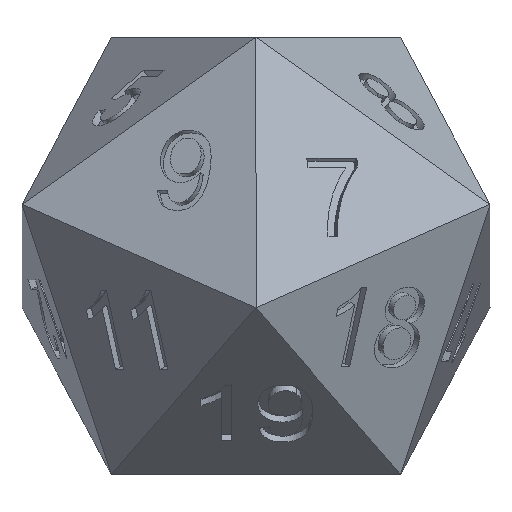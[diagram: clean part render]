
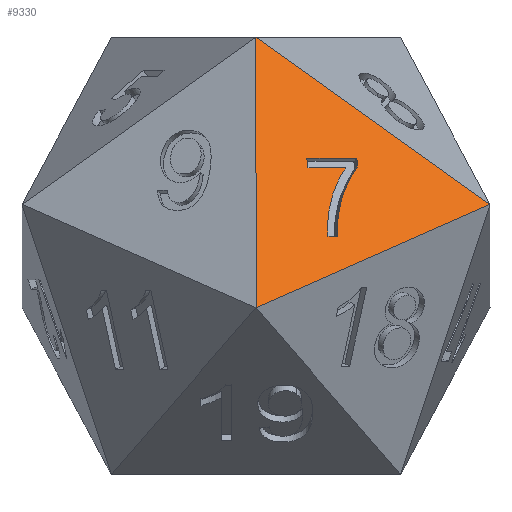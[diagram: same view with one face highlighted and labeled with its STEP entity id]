
A CAD part, front view. The second image highlights one B-rep face of the part: STEP entity #9330.
In plain terms, the highlighted planar face has unit normal (0.357, -0.873, 0.333).
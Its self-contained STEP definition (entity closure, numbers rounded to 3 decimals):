
#9221=CARTESIAN_POINT('',(4.671,-11.424,17.454));
#9222=DIRECTION('',(-0.357,0.873,-0.333));
#9223=DIRECTION('',(0.809,0.11,-0.577));
#9224=AXIS2_PLACEMENT_3D('',#9221,#9222,#9223);
#9225=PLANE('',#9224);
#9226=CARTESIAN_POINT('',(0.,-10.,26.18));
#9227=VERTEX_POINT('',#9226);
#9228=CARTESIAN_POINT('',(14.013,-8.09,16.18));
#9229=VERTEX_POINT('',#9228);
#9230=CARTESIAN_POINT('',(0.,-10.,26.18));
#9231=DIRECTION('',(0.809,0.11,-0.577));
#9232=VECTOR('',#9231,17.321);
#9233=LINE('',#9230,#9232);
#9234=EDGE_CURVE('',#9227,#9229,#9233,.T.);
#9235=ORIENTED_EDGE('',*,*,#9234,.F.);
#9236=CARTESIAN_POINT('',(0.,-16.18,10.));
#9237=VERTEX_POINT('',#9236);
#9238=CARTESIAN_POINT('',(-0.,-16.18,10.));
#9239=DIRECTION('',(0.,0.357,0.934));
#9240=VECTOR('',#9239,17.321);
#9241=LINE('',#9238,#9240);
#9242=EDGE_CURVE('',#9237,#9227,#9241,.T.);
#9243=ORIENTED_EDGE('',*,*,#9242,.F.);
#9244=CARTESIAN_POINT('',(14.013,-8.09,16.18));
#9245=DIRECTION('',(-0.809,-0.467,-0.357));
#9246=VECTOR('',#9245,17.321);
#9247=LINE('',#9244,#9246);
#9248=EDGE_CURVE('',#9229,#9237,#9247,.T.);
#9249=ORIENTED_EDGE('',*,*,#9248,.F.);
#9250=EDGE_LOOP('',(#9235,#9243,#9249));
#9251=FACE_BOUND('',#9250,.T.);
#9252=CARTESIAN_POINT('',(4.936,-12.032,15.576));
#9253=VERTEX_POINT('',#9252);
#9254=CARTESIAN_POINT('',(4.891,-12.545,14.281));
#9255=VERTEX_POINT('',#9254);
#9256=CARTESIAN_POINT('',(4.936,-12.032,15.576));
#9257=CARTESIAN_POINT('',(4.875,-12.208,15.182));
#9258=CARTESIAN_POINT('',(4.86,-12.379,14.75));
#9259=CARTESIAN_POINT('',(4.891,-12.545,14.281));
#9260=B_SPLINE_CURVE_WITH_KNOTS('',3,(#9256,#9257,#9258,#9259),.UNSPECIFIED.,.F.,.F.,(4,4),(0.739,1.),.UNSPECIFIED.);
#9261=EDGE_CURVE('',#9253,#9255,#9260,.T.);
#9262=ORIENTED_EDGE('',*,*,#9261,.T.);
#9263=CARTESIAN_POINT('',(4.308,-12.784,14.281));
#9264=VERTEX_POINT('',#9263);
#9265=CARTESIAN_POINT('',(4.891,-12.545,14.281));
#9266=DIRECTION('',(-0.926,-0.378,0.));
#9267=VECTOR('',#9266,0.631);
#9268=LINE('',#9265,#9267);
#9269=EDGE_CURVE('',#9255,#9264,#9268,.T.);
#9270=ORIENTED_EDGE('',*,*,#9269,.T.);
#9271=CARTESIAN_POINT('',(5.378,-10.782,18.375));
#9272=VERTEX_POINT('',#9271);
#9273=CARTESIAN_POINT('',(4.308,-12.784,14.281));
#9274=CARTESIAN_POINT('',(4.265,-12.66,14.652));
#9275=CARTESIAN_POINT('',(4.276,-12.484,15.099));
#9276=CARTESIAN_POINT('',(4.343,-12.257,15.624));
#9277=CARTESIAN_POINT('',(4.409,-12.029,16.149));
#9278=CARTESIAN_POINT('',(4.537,-11.783,16.655));
#9279=CARTESIAN_POINT('',(4.728,-11.519,17.143));
#9280=CARTESIAN_POINT('',(4.918,-11.255,17.63));
#9281=CARTESIAN_POINT('',(5.135,-11.01,18.041));
#9282=CARTESIAN_POINT('',(5.378,-10.782,18.375));
#9283=B_SPLINE_CURVE_WITH_KNOTS('',3,(#9273,#9274,#9275,#9276,#9277,#9278,#9279,#9280,#9281,#9282),.UNSPECIFIED.,.F.,.F.,(4,3,3,4),(0.,0.333,0.667,1.),.UNSPECIFIED.);
#9284=EDGE_CURVE('',#9264,#9272,#9283,.T.);
#9285=ORIENTED_EDGE('',*,*,#9284,.T.);
#9286=CARTESIAN_POINT('',(3.113,-11.709,18.375));
#9287=VERTEX_POINT('',#9286);
#9288=CARTESIAN_POINT('',(5.378,-10.782,18.375));
#9289=DIRECTION('',(-0.926,-0.378,-0.));
#9290=VECTOR('',#9289,2.447);
#9291=LINE('',#9288,#9290);
#9292=EDGE_CURVE('',#9272,#9287,#9291,.T.);
#9293=ORIENTED_EDGE('',*,*,#9292,.T.);
#9294=CARTESIAN_POINT('',(3.039,-11.527,18.931));
#9295=VERTEX_POINT('',#9294);
#9296=CARTESIAN_POINT('',(3.113,-11.709,18.375));
#9297=DIRECTION('',(-0.126,0.309,0.943));
#9298=VECTOR('',#9297,0.59);
#9299=LINE('',#9296,#9298);
#9300=EDGE_CURVE('',#9287,#9295,#9299,.T.);
#9301=ORIENTED_EDGE('',*,*,#9300,.T.);
#9302=CARTESIAN_POINT('',(6.033,-10.303,18.931));
#9303=VERTEX_POINT('',#9302);
#9304=CARTESIAN_POINT('',(3.039,-11.527,18.931));
#9305=DIRECTION('',(0.926,0.378,0.));
#9306=VECTOR('',#9305,3.234);
#9307=LINE('',#9304,#9306);
#9308=EDGE_CURVE('',#9295,#9303,#9307,.T.);
#9309=ORIENTED_EDGE('',*,*,#9308,.T.);
#9310=CARTESIAN_POINT('',(6.093,-10.45,18.481));
#9311=VERTEX_POINT('',#9310);
#9312=CARTESIAN_POINT('',(6.033,-10.303,18.931));
#9313=DIRECTION('',(0.126,-0.309,-0.943));
#9314=VECTOR('',#9313,0.477);
#9315=LINE('',#9312,#9314);
#9316=EDGE_CURVE('',#9303,#9311,#9315,.T.);
#9317=ORIENTED_EDGE('',*,*,#9316,.T.);
#9318=CARTESIAN_POINT('',(6.093,-10.45,18.481));
#9319=CARTESIAN_POINT('',(5.841,-10.675,18.162));
#9320=CARTESIAN_POINT('',(5.606,-10.933,17.738));
#9321=CARTESIAN_POINT('',(5.388,-11.224,17.209));
#9322=CARTESIAN_POINT('',(5.169,-11.516,16.679));
#9323=CARTESIAN_POINT('',(5.019,-11.785,16.135));
#9324=CARTESIAN_POINT('',(4.936,-12.032,15.576));
#9325=B_SPLINE_CURVE_WITH_KNOTS('',3,(#9318,#9319,#9320,#9321,#9322,#9323,#9324),.UNSPECIFIED.,.F.,.F.,(4,3,4),(0.,0.37,0.739),.UNSPECIFIED.);
#9326=EDGE_CURVE('',#9311,#9253,#9325,.T.);
#9327=ORIENTED_EDGE('',*,*,#9326,.T.);
#9328=EDGE_LOOP('',(#9262,#9270,#9285,#9293,#9301,#9309,#9317,#9327));
#9329=FACE_BOUND('',#9328,.T.);
#9330=ADVANCED_FACE('',(#9251,#9329),#9225,.F.);
